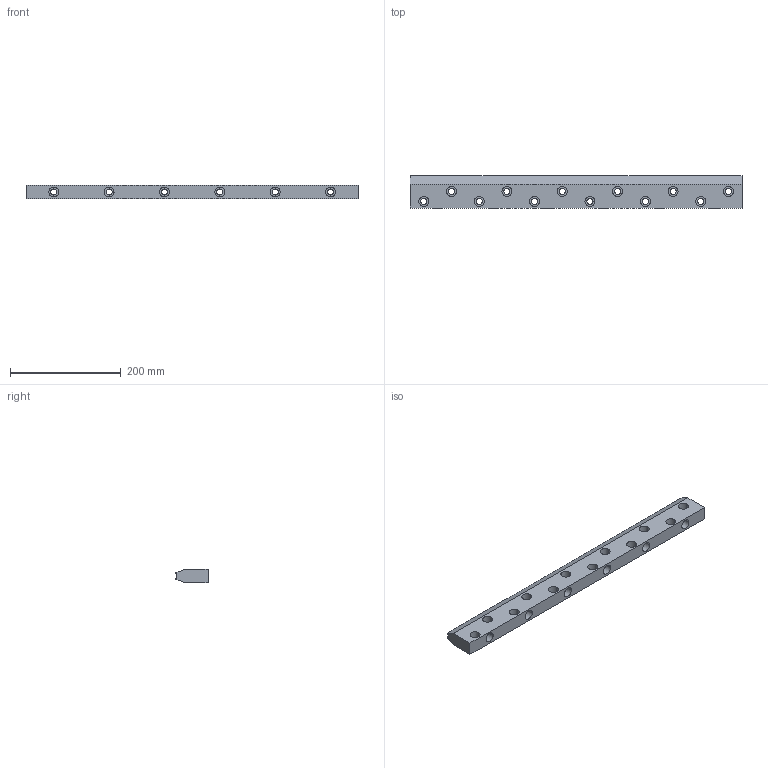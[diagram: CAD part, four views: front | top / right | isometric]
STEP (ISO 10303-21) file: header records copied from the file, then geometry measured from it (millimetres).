
FILE_DESCRIPTION( ( '' ), '1' );
FILE_NAME( 'wufd_30_2_03.stp', '2008-04-10T06:00:23', ( '' ), ( '' ), ' ', ' ', ' ' );
FILE_SCHEMA( ( 'CONFIG_CONTROL_DESIGN' ) );
Length unit declared in the file: millimetre
Products named in the file (1): 1
Bounding box: 599.5 x 58.04 x 25 mm (x, y, z)
Volume: 699728.6 mm3; surface area: 120435.7 mm2
Topology: 1 solids, 1 shells, 111 faces, 267 edges, 170 vertices
Faces by surface type: cylinder 72, plane 39
Entity records: 3401 total; most frequent: DIRECTION 647, CARTESIAN_POINT 549, ORIENTED_EDGE 534, AXIS2_PLACEMENT_3D 268, EDGE_CURVE 267, VERTEX_POINT 170, EDGE_LOOP 159, CIRCLE 132
